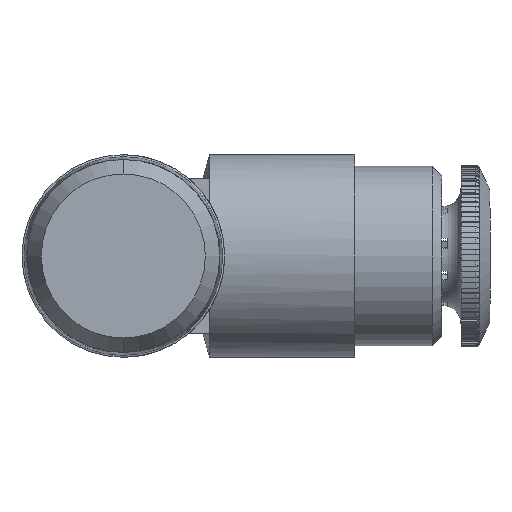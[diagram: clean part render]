
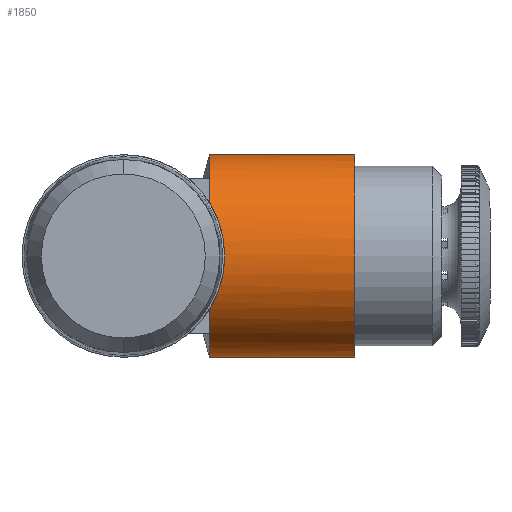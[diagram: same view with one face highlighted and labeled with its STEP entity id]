
A CAD part, front view. The second image highlights one B-rep face of the part: STEP entity #1850.
In plain terms, the highlighted cylindrical face has radius 5.25 mm (diameter 10.5 mm), a partial arc.
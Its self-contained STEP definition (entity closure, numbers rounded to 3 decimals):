
#227 = CARTESIAN_POINT ( 'NONE',  ( 4.469, 13.531, 2.755 ) ) ;
#235 = CARTESIAN_POINT ( 'NONE',  ( 5.539, 12.461, 1.02 ) ) ;
#239 = CARTESIAN_POINT ( 'NONE',  ( 5.539, 12.461, -1.02 ) ) ;
#240 = CARTESIAN_POINT ( 'NONE',  ( 4.469, 13.531, -2.755 ) ) ;
#350 = CARTESIAN_POINT ( 'NONE',  ( 12., 18., 5.25 ) ) ;
#688 = CIRCLE ( 'NONE', #8351, 5.25 ) ;
#695 = CIRCLE ( 'NONE', #8352, 5.25 ) ;
#696 = CIRCLE ( 'NONE', #8353, 5.25 ) ;
#700 = CIRCLE ( 'NONE', #8354, 5.25 ) ;
#1238 = VERTEX_POINT ( 'NONE', #4220 ) ;
#1257 = VERTEX_POINT ( 'NONE', #4239 ) ;
#1387 = VERTEX_POINT ( 'NONE', #4127 ) ;
#1388 = VERTEX_POINT ( 'NONE', #4128 ) ;
#1391 = VERTEX_POINT ( 'NONE', #8448 ) ;
#1850 = ADVANCED_FACE ( 'NONE', ( #5860 ), #5910, .T. ) ;
#2269 = EDGE_CURVE ( 'NONE', #1387, #1238, #688, .T. ) ;
#2270 = EDGE_CURVE ( 'NONE', #9381, #1257, #695, .T. ) ;
#2271 = EDGE_CURVE ( 'NONE', #2843, #5030, #696, .T. ) ;
#2274 = EDGE_CURVE ( 'NONE', #1257, #1391, #700, .T. ) ;
#2328 = EDGE_CURVE ( 'NONE', #9381, #1238, #8535, .T. ) ;
#2843 = VERTEX_POINT ( 'NONE', #350 ) ;
#3026 = CARTESIAN_POINT ( 'NONE',  ( 4.469, 18., 0. ) ) ;
#3027 = DIRECTION ( 'NONE',  ( -1., 0., 0. ) ) ;
#3028 = DIRECTION ( 'NONE',  ( 0., 0., 1. ) ) ;
#3030 = CARTESIAN_POINT ( 'NONE',  ( 4.469, 18., 0. ) ) ;
#3031 = DIRECTION ( 'NONE',  ( -1., 0., 0. ) ) ;
#3032 = DIRECTION ( 'NONE',  ( 0., 0., 1. ) ) ;
#3035 = CARTESIAN_POINT ( 'NONE',  ( 12., 18., 0. ) ) ;
#3036 = DIRECTION ( 'NONE',  ( 1., 0., 0. ) ) ;
#3037 = DIRECTION ( 'NONE',  ( 0., 0., 1. ) ) ;
#3041 = CARTESIAN_POINT ( 'NONE',  ( 4.469, 18., 0. ) ) ;
#3042 = DIRECTION ( 'NONE',  ( -1., 0., 0. ) ) ;
#3043 = DIRECTION ( 'NONE',  ( 0., 0., 1. ) ) ;
#3386 = DIRECTION ( 'NONE',  ( 0., 0., 1. ) ) ;
#3387 = CARTESIAN_POINT ( 'NONE',  ( 0., 18., 0. ) ) ;
#3388 = DIRECTION ( 'NONE',  ( -1., 0., 0. ) ) ;
#3620 = CARTESIAN_POINT ( 'NONE',  ( 12., 18., -5.25 ) ) ;
#3642 = CARTESIAN_POINT ( 'NONE',  ( 4.469, 18., 0. ) ) ;
#3643 = DIRECTION ( 'NONE',  ( -1., 0., 0. ) ) ;
#3644 = DIRECTION ( 'NONE',  ( 0., 0., 1. ) ) ;
#4127 = CARTESIAN_POINT ( 'NONE',  ( 4.469, 14.6, -4. ) ) ;
#4128 = CARTESIAN_POINT ( 'NONE',  ( 4.469, 18., -5.25 ) ) ;
#4220 = CARTESIAN_POINT ( 'NONE',  ( 4.469, 13.531, -2.755 ) ) ;
#4239 = CARTESIAN_POINT ( 'NONE',  ( 4.469, 14.6, 4. ) ) ;
#4479 = AXIS2_PLACEMENT_3D ( 'NONE', #3387, #3388, #3386 ) ;
#5030 = VERTEX_POINT ( 'NONE', #3620 ) ;
#5416 = EDGE_LOOP ( 'NONE', ( #8586, #8587, #8588, #8589, #8590, #8591, #8592, #8593 ) ) ;
#5860 = FACE_OUTER_BOUND ( 'NONE', #5416, .T. ) ;
#5910 = CYLINDRICAL_SURFACE ( 'NONE', #4479, 5.25 ) ;
#6340 = CARTESIAN_POINT ( 'NONE',  ( 4.469, 13.531, 2.755 ) ) ;
#6558 = EDGE_CURVE ( 'NONE', #1388, #1387, #9033, .T. ) ;
#6694 = EDGE_CURVE ( 'NONE', #2843, #1391, #9289, .T. ) ;
#6696 = EDGE_CURVE ( 'NONE', #5030, #1388, #9291, .T. ) ;
#7370 = DIRECTION ( 'NONE',  ( -1., 0., 0. ) ) ;
#7371 = CARTESIAN_POINT ( 'NONE',  ( 0., 18., -5.25 ) ) ;
#7374 = CARTESIAN_POINT ( 'NONE',  ( 0., 18., 5.25 ) ) ;
#7375 = DIRECTION ( 'NONE',  ( -1., 0., 0. ) ) ;
#8351 = AXIS2_PLACEMENT_3D ( 'NONE', #3026, #3027, #3028 ) ;
#8352 = AXIS2_PLACEMENT_3D ( 'NONE', #3030, #3031, #3032 ) ;
#8353 = AXIS2_PLACEMENT_3D ( 'NONE', #3035, #3036, #3037 ) ;
#8354 = AXIS2_PLACEMENT_3D ( 'NONE', #3041, #3042, #3043 ) ;
#8409 = AXIS2_PLACEMENT_3D ( 'NONE', #3642, #3643, #3644 ) ;
#8448 = CARTESIAN_POINT ( 'NONE',  ( 4.469, 18., 5.25 ) ) ;
#8535 =( BOUNDED_CURVE ( )  B_SPLINE_CURVE ( 3, ( #227, #235, #239, #240 ),
 .UNSPECIFIED., .F., .T. ) 
 B_SPLINE_CURVE_WITH_KNOTS ( ( 4, 4 ),
 ( 5.731, 6.836 ),
 .UNSPECIFIED. ) 
 CURVE ( )  GEOMETRIC_REPRESENTATION_ITEM ( )  RATIONAL_B_SPLINE_CURVE ( ( 1., 0.901, 0.901, 1. ) ) 
 REPRESENTATION_ITEM ( '' )  );
#8586 = ORIENTED_EDGE ( 'NONE', *, *, #6696, .F. ) ;
#8587 = ORIENTED_EDGE ( 'NONE', *, *, #2271, .F. ) ;
#8588 = ORIENTED_EDGE ( 'NONE', *, *, #6694, .T. ) ;
#8589 = ORIENTED_EDGE ( 'NONE', *, *, #2274, .F. ) ;
#8590 = ORIENTED_EDGE ( 'NONE', *, *, #2270, .F. ) ;
#8591 = ORIENTED_EDGE ( 'NONE', *, *, #2328, .T. ) ;
#8592 = ORIENTED_EDGE ( 'NONE', *, *, #2269, .F. ) ;
#8593 = ORIENTED_EDGE ( 'NONE', *, *, #6558, .F. ) ;
#9033 = CIRCLE ( 'NONE', #8409, 5.25 ) ;
#9289 = LINE ( 'NONE', #7374, #9290 ) ;
#9290 = VECTOR ( 'NONE', #7375, 1000. ) ;
#9291 = LINE ( 'NONE', #7371, #9293 ) ;
#9293 = VECTOR ( 'NONE', #7370, 1000. ) ;
#9381 = VERTEX_POINT ( 'NONE', #6340 ) ;
